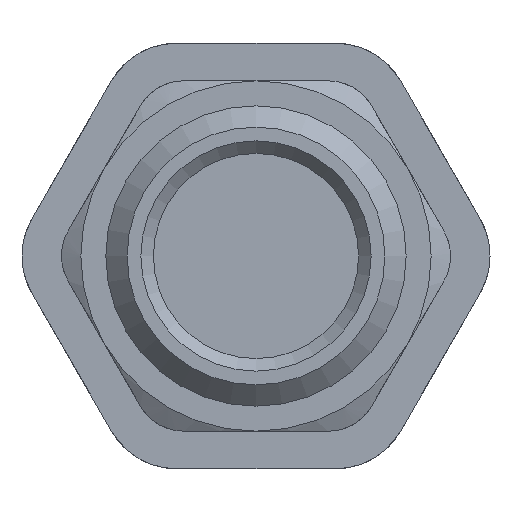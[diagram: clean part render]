
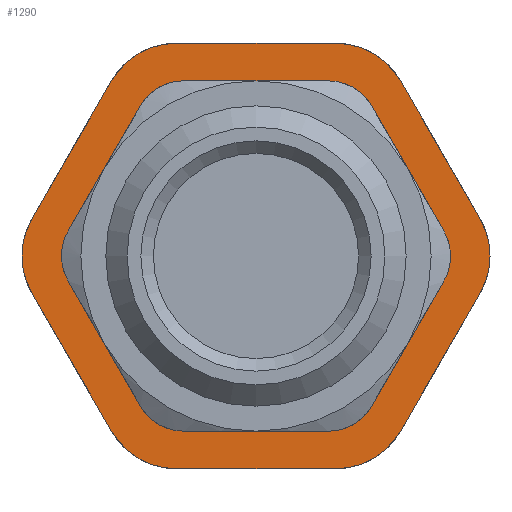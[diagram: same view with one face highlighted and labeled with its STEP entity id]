
A CAD part, front view. The second image highlights one B-rep face of the part: STEP entity #1290.
In plain terms, the highlighted planar face has unit normal (0, -1, 0).
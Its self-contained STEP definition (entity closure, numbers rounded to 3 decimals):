
#165=FACE_BOUND('',#251,.T.);
#172=FACE_OUTER_BOUND('',#250,.T.);
#250=EDGE_LOOP('',(#819,#820,#821,#822,#823,#824,#825,#826,#827,#828,#829,
#830));
#251=EDGE_LOOP('',(#831));
#335=LINE('',#1908,#397);
#336=LINE('',#1912,#398);
#337=LINE('',#1916,#399);
#338=LINE('',#1920,#400);
#339=LINE('',#1924,#401);
#340=LINE('',#1927,#402);
#397=VECTOR('',#1544,10.);
#398=VECTOR('',#1547,10.);
#399=VECTOR('',#1550,10.);
#400=VECTOR('',#1553,10.);
#401=VECTOR('',#1556,10.);
#402=VECTOR('',#1559,10.);
#459=CIRCLE('',#1389,3.);
#460=CIRCLE('',#1390,3.);
#461=CIRCLE('',#1391,3.);
#462=CIRCLE('',#1392,3.);
#463=CIRCLE('',#1393,3.);
#464=CIRCLE('',#1394,3.);
#465=CIRCLE('',#1395,6.457);
#518=VERTEX_POINT('',#1904);
#519=VERTEX_POINT('',#1905);
#520=VERTEX_POINT('',#1907);
#521=VERTEX_POINT('',#1909);
#522=VERTEX_POINT('',#1911);
#523=VERTEX_POINT('',#1913);
#524=VERTEX_POINT('',#1915);
#525=VERTEX_POINT('',#1917);
#526=VERTEX_POINT('',#1919);
#527=VERTEX_POINT('',#1921);
#528=VERTEX_POINT('',#1923);
#529=VERTEX_POINT('',#1925);
#530=VERTEX_POINT('',#1928);
#636=EDGE_CURVE('',#518,#519,#459,.T.);
#637=EDGE_CURVE('',#518,#520,#335,.T.);
#638=EDGE_CURVE('',#521,#520,#460,.T.);
#639=EDGE_CURVE('',#521,#522,#336,.T.);
#640=EDGE_CURVE('',#523,#522,#461,.T.);
#641=EDGE_CURVE('',#523,#524,#337,.T.);
#642=EDGE_CURVE('',#525,#524,#462,.T.);
#643=EDGE_CURVE('',#525,#526,#338,.T.);
#644=EDGE_CURVE('',#527,#526,#463,.T.);
#645=EDGE_CURVE('',#527,#528,#339,.T.);
#646=EDGE_CURVE('',#529,#528,#464,.T.);
#647=EDGE_CURVE('',#529,#519,#340,.T.);
#648=EDGE_CURVE('',#530,#530,#465,.T.);
#819=ORIENTED_EDGE('',*,*,#636,.F.);
#820=ORIENTED_EDGE('',*,*,#637,.T.);
#821=ORIENTED_EDGE('',*,*,#638,.F.);
#822=ORIENTED_EDGE('',*,*,#639,.T.);
#823=ORIENTED_EDGE('',*,*,#640,.F.);
#824=ORIENTED_EDGE('',*,*,#641,.T.);
#825=ORIENTED_EDGE('',*,*,#642,.F.);
#826=ORIENTED_EDGE('',*,*,#643,.T.);
#827=ORIENTED_EDGE('',*,*,#644,.F.);
#828=ORIENTED_EDGE('',*,*,#645,.T.);
#829=ORIENTED_EDGE('',*,*,#646,.F.);
#830=ORIENTED_EDGE('',*,*,#647,.T.);
#831=ORIENTED_EDGE('',*,*,#648,.T.);
#1181=PLANE('',#1388);
#1290=ADVANCED_FACE('',(#172,#165),#1181,.F.);
#1388=AXIS2_PLACEMENT_3D('',#1903,#1540,#1541);
#1389=AXIS2_PLACEMENT_3D('',#1906,#1542,#1543);
#1390=AXIS2_PLACEMENT_3D('',#1910,#1545,#1546);
#1391=AXIS2_PLACEMENT_3D('',#1914,#1548,#1549);
#1392=AXIS2_PLACEMENT_3D('',#1918,#1551,#1552);
#1393=AXIS2_PLACEMENT_3D('',#1922,#1554,#1555);
#1394=AXIS2_PLACEMENT_3D('',#1926,#1557,#1558);
#1395=AXIS2_PLACEMENT_3D('',#1929,#1560,#1561);
#1540=DIRECTION('center_axis',(0.,1.,0.));
#1541=DIRECTION('ref_axis',(0.,0.,1.));
#1542=DIRECTION('center_axis',(0.,1.,0.));
#1543=DIRECTION('ref_axis',(-1.,0.,0.));
#1544=DIRECTION('',(0.5,0.,-0.866));
#1545=DIRECTION('center_axis',(0.,1.,0.));
#1546=DIRECTION('ref_axis',(-0.5,0.,-0.866));
#1547=DIRECTION('',(1.,0.,0.));
#1548=DIRECTION('center_axis',(0.,1.,0.));
#1549=DIRECTION('ref_axis',(0.5,0.,-0.866));
#1550=DIRECTION('',(0.5,0.,0.866));
#1551=DIRECTION('center_axis',(0.,1.,0.));
#1552=DIRECTION('ref_axis',(1.,0.,0.));
#1553=DIRECTION('',(-0.5,0.,0.866));
#1554=DIRECTION('center_axis',(0.,1.,0.));
#1555=DIRECTION('ref_axis',(0.5,0.,0.866));
#1556=DIRECTION('',(-1.,0.,0.));
#1557=DIRECTION('center_axis',(0.,1.,0.));
#1558=DIRECTION('ref_axis',(-0.5,0.,0.866));
#1559=DIRECTION('',(-0.5,0.,-0.866));
#1560=DIRECTION('center_axis',(0.,1.,0.));
#1561=DIRECTION('ref_axis',(0.,0.,-1.));
#1903=CARTESIAN_POINT('Origin',(-6.722,-1.368,0.));
#1904=CARTESIAN_POINT('',(-15.671,-1.368,-1.5));
#1905=CARTESIAN_POINT('',(-15.671,-1.368,1.5));
#1906=CARTESIAN_POINT('Origin',(-13.073,-1.368,0.));
#1907=CARTESIAN_POINT('',(-12.495,-1.368,-7.));
#1908=CARTESIAN_POINT('',(-16.54,-1.368,0.005));
#1909=CARTESIAN_POINT('',(-9.897,-1.368,-8.5));
#1910=CARTESIAN_POINT('Origin',(-9.897,-1.368,-5.5));
#1911=CARTESIAN_POINT('',(-3.546,-1.368,-8.5));
#1912=CARTESIAN_POINT('',(-14.095,-1.368,-8.5));
#1913=CARTESIAN_POINT('',(-0.948,-1.368,-7.));
#1914=CARTESIAN_POINT('Origin',(-3.546,-1.368,-5.5));
#1915=CARTESIAN_POINT('',(2.227,-1.368,-1.5));
#1916=CARTESIAN_POINT('',(-1.817,-1.368,-8.505));
#1917=CARTESIAN_POINT('',(2.227,-1.368,1.5));
#1918=CARTESIAN_POINT('Origin',(-0.371,-1.368,0.));
#1919=CARTESIAN_POINT('',(-0.948,-1.368,7.));
#1920=CARTESIAN_POINT('',(0.637,-1.368,4.255));
#1921=CARTESIAN_POINT('',(-3.546,-1.368,8.5));
#1922=CARTESIAN_POINT('Origin',(-3.546,-1.368,5.5));
#1923=CARTESIAN_POINT('',(-9.897,-1.368,8.5));
#1924=CARTESIAN_POINT('',(-9.187,-1.368,8.5));
#1925=CARTESIAN_POINT('',(-12.495,-1.368,7.));
#1926=CARTESIAN_POINT('Origin',(-9.897,-1.368,5.5));
#1927=CARTESIAN_POINT('',(-14.086,-1.368,4.245));
#1928=CARTESIAN_POINT('',(-6.722,-1.368,6.457));
#1929=CARTESIAN_POINT('Origin',(-6.722,-1.368,0.));
